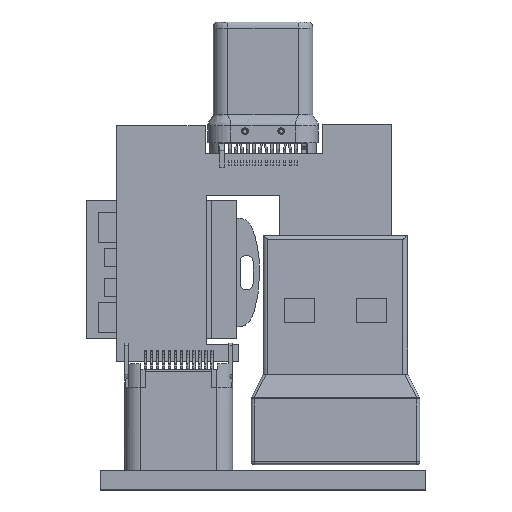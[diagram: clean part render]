
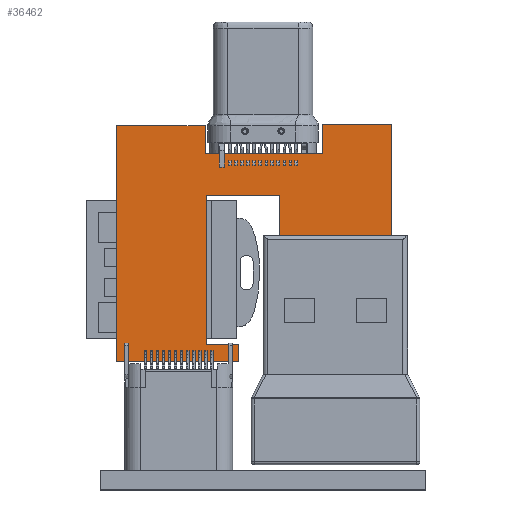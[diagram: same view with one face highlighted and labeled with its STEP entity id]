
A CAD part, top view. The second image highlights one B-rep face of the part: STEP entity #36462.
In plain terms, the highlighted planar face has unit normal (0, 0, 1).
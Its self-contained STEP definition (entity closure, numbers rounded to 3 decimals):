
#1874=PLANE('',#39029);
#3792=FACE_OUTER_BOUND('',#5790,.T.);
#5790=EDGE_LOOP('',(#34264,#34265,#34266,#34267,#34268,#34269,#34270,#34271,
#34272,#34273,#34274,#34275,#34276,#34277));
#10229=LINE('',#60586,#14706);
#10232=LINE('',#60592,#14709);
#10235=LINE('',#60598,#14712);
#10238=LINE('',#60604,#14715);
#10241=LINE('',#60610,#14718);
#10244=LINE('',#60616,#14721);
#10247=LINE('',#60622,#14724);
#10250=LINE('',#60628,#14727);
#10253=LINE('',#60634,#14730);
#10256=LINE('',#60640,#14733);
#10259=LINE('',#60646,#14736);
#10262=LINE('',#60652,#14739);
#10265=LINE('',#60658,#14742);
#10268=LINE('',#60662,#14745);
#14706=VECTOR('',#48475,10.);
#14709=VECTOR('',#48480,10.);
#14712=VECTOR('',#48485,10.);
#14715=VECTOR('',#48490,10.);
#14718=VECTOR('',#48495,10.);
#14721=VECTOR('',#48500,10.);
#14724=VECTOR('',#48505,10.);
#14727=VECTOR('',#48510,10.);
#14730=VECTOR('',#48515,10.);
#14733=VECTOR('',#48520,10.);
#14736=VECTOR('',#48525,10.);
#14739=VECTOR('',#48530,10.);
#14742=VECTOR('',#48535,10.);
#14745=VECTOR('',#48540,10.);
#18765=VERTEX_POINT('',#60583);
#18766=VERTEX_POINT('',#60585);
#18768=VERTEX_POINT('',#60591);
#18770=VERTEX_POINT('',#60597);
#18772=VERTEX_POINT('',#60603);
#18774=VERTEX_POINT('',#60609);
#18776=VERTEX_POINT('',#60615);
#18778=VERTEX_POINT('',#60621);
#18780=VERTEX_POINT('',#60627);
#18782=VERTEX_POINT('',#60633);
#18784=VERTEX_POINT('',#60639);
#18786=VERTEX_POINT('',#60645);
#18788=VERTEX_POINT('',#60651);
#18790=VERTEX_POINT('',#60657);
#23918=EDGE_CURVE('',#18766,#18765,#10229,.T.);
#23921=EDGE_CURVE('',#18768,#18766,#10232,.T.);
#23924=EDGE_CURVE('',#18770,#18768,#10235,.T.);
#23927=EDGE_CURVE('',#18772,#18770,#10238,.T.);
#23930=EDGE_CURVE('',#18774,#18772,#10241,.T.);
#23933=EDGE_CURVE('',#18776,#18774,#10244,.T.);
#23936=EDGE_CURVE('',#18778,#18776,#10247,.T.);
#23939=EDGE_CURVE('',#18780,#18778,#10250,.T.);
#23942=EDGE_CURVE('',#18782,#18780,#10253,.T.);
#23945=EDGE_CURVE('',#18784,#18782,#10256,.T.);
#23948=EDGE_CURVE('',#18786,#18784,#10259,.T.);
#23951=EDGE_CURVE('',#18788,#18786,#10262,.T.);
#23954=EDGE_CURVE('',#18790,#18788,#10265,.T.);
#23957=EDGE_CURVE('',#18765,#18790,#10268,.T.);
#34264=ORIENTED_EDGE('',*,*,#23957,.T.);
#34265=ORIENTED_EDGE('',*,*,#23954,.T.);
#34266=ORIENTED_EDGE('',*,*,#23951,.T.);
#34267=ORIENTED_EDGE('',*,*,#23948,.T.);
#34268=ORIENTED_EDGE('',*,*,#23945,.T.);
#34269=ORIENTED_EDGE('',*,*,#23942,.T.);
#34270=ORIENTED_EDGE('',*,*,#23939,.T.);
#34271=ORIENTED_EDGE('',*,*,#23936,.T.);
#34272=ORIENTED_EDGE('',*,*,#23933,.T.);
#34273=ORIENTED_EDGE('',*,*,#23930,.T.);
#34274=ORIENTED_EDGE('',*,*,#23927,.T.);
#34275=ORIENTED_EDGE('',*,*,#23924,.T.);
#34276=ORIENTED_EDGE('',*,*,#23921,.T.);
#34277=ORIENTED_EDGE('',*,*,#23918,.T.);
#36462=ADVANCED_FACE('',(#3792),#1874,.T.);
#39029=AXIS2_PLACEMENT_3D('',#60663,#48541,#48542);
#48475=DIRECTION('',(0.,-1.,0.));
#48480=DIRECTION('',(-1.,0.,0.));
#48485=DIRECTION('',(0.,1.,0.));
#48490=DIRECTION('',(-1.,0.,0.));
#48495=DIRECTION('',(0.,-1.,0.));
#48500=DIRECTION('',(-1.,0.,0.));
#48505=DIRECTION('',(0.,1.,0.));
#48510=DIRECTION('',(1.,0.,0.));
#48515=DIRECTION('',(0.,-1.,0.));
#48520=DIRECTION('',(1.,0.,0.));
#48525=DIRECTION('',(0.,1.,0.));
#48530=DIRECTION('',(-1.,0.,0.));
#48535=DIRECTION('',(0.,1.,0.));
#48540=DIRECTION('',(1.,0.,0.));
#48541=DIRECTION('center_axis',(0.,0.,1.));
#48542=DIRECTION('ref_axis',(1.,0.,0.));
#60583=CARTESIAN_POINT('',(2.827,-1.978,16.53));
#60585=CARTESIAN_POINT('',(2.827,17.6,16.53));
#60586=CARTESIAN_POINT('',(2.827,17.6,16.53));
#60591=CARTESIAN_POINT('',(10.2,17.6,16.53));
#60592=CARTESIAN_POINT('',(10.2,17.6,16.53));
#60597=CARTESIAN_POINT('',(10.2,15.258,16.53));
#60598=CARTESIAN_POINT('',(10.2,15.258,16.53));
#60603=CARTESIAN_POINT('',(19.89,15.258,16.53));
#60604=CARTESIAN_POINT('',(2.827,15.258,16.53));
#60609=CARTESIAN_POINT('',(19.89,17.694,16.53));
#60610=CARTESIAN_POINT('',(19.89,15.258,16.53));
#60615=CARTESIAN_POINT('',(25.623,17.694,16.53));
#60616=CARTESIAN_POINT('',(19.89,17.694,16.53));
#60621=CARTESIAN_POINT('',(25.623,0.,16.53));
#60622=CARTESIAN_POINT('',(25.623,0.,16.53));
#60627=CARTESIAN_POINT('',(16.355,0.,16.53));
#60628=CARTESIAN_POINT('',(16.355,0.,16.53));
#60633=CARTESIAN_POINT('',(16.355,11.804,16.53));
#60634=CARTESIAN_POINT('',(16.355,11.804,16.53));
#60639=CARTESIAN_POINT('',(10.299,11.804,16.53));
#60640=CARTESIAN_POINT('',(25.623,11.804,16.53));
#60645=CARTESIAN_POINT('',(10.299,-0.5,16.53));
#60646=CARTESIAN_POINT('',(10.299,11.804,16.53));
#60651=CARTESIAN_POINT('',(13.,-0.5,16.53));
#60652=CARTESIAN_POINT('',(13.,-0.5,16.53));
#60657=CARTESIAN_POINT('',(13.,-1.978,16.53));
#60658=CARTESIAN_POINT('',(13.,-1.978,16.53));
#60662=CARTESIAN_POINT('',(10.299,-1.978,16.53));
#60663=CARTESIAN_POINT('Origin',(14.225,7.858,16.53));
